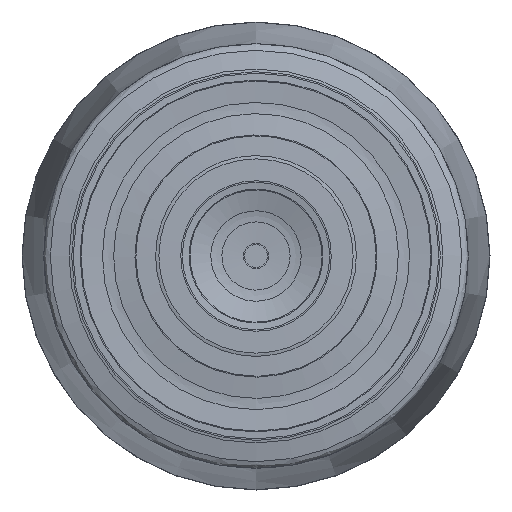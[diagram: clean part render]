
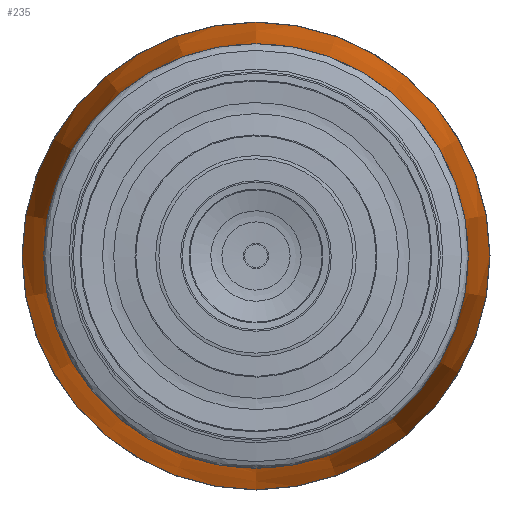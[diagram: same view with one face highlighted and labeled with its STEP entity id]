
A CAD part, left-side view. The second image highlights one B-rep face of the part: STEP entity #235.
In plain terms, the highlighted conical face has half-angle 7.839 degrees and reference radius 26.972 mm.
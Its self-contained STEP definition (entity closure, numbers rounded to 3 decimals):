
#213=CONICAL_SURFACE('',#932,26.972,7.839);
#235=ADVANCED_FACE('',(#325,#326),#213,.T.);
#325=FACE_BOUND('',#456,.T.);
#326=FACE_BOUND('',#457,.T.);
#456=EDGE_LOOP('',(#590));
#457=EDGE_LOOP('',(#591));
#590=ORIENTED_EDGE('',*,*,#777,.T.);
#591=ORIENTED_EDGE('',*,*,#776,.F.);
#709=VERTEX_POINT('',#1298);
#710=VERTEX_POINT('',#1301);
#776=EDGE_CURVE('',#709,#709,#843,.T.);
#777=EDGE_CURVE('',#710,#710,#844,.T.);
#843=CIRCLE('',#929,26.972);
#844=CIRCLE('',#931,24.018);
#929=AXIS2_PLACEMENT_3D('',#1297,#1053,#1054);
#931=AXIS2_PLACEMENT_3D('',#1300,#1057,#1058);
#932=AXIS2_PLACEMENT_3D('',#1302,#1059,#1060);
#1053=DIRECTION('',(1.,0.,0.));
#1054=DIRECTION('',(0.,0.,1.));
#1057=DIRECTION('',(1.,0.,0.));
#1058=DIRECTION('',(0.,0.,1.));
#1059=DIRECTION('',(1.,0.,0.));
#1060=DIRECTION('',(0.,0.,-1.));
#1297=CARTESIAN_POINT('',(170.796,0.,0.));
#1298=CARTESIAN_POINT('',(170.796,0.,26.972));
#1300=CARTESIAN_POINT('',(149.339,0.,0.));
#1301=CARTESIAN_POINT('',(149.339,0.,24.018));
#1302=CARTESIAN_POINT('',(170.796,0.,0.));
